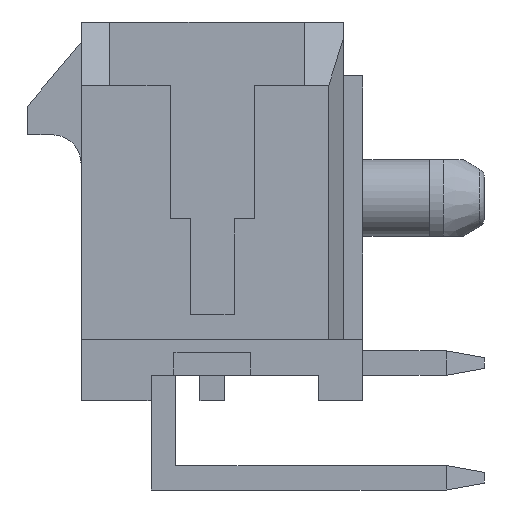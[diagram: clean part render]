
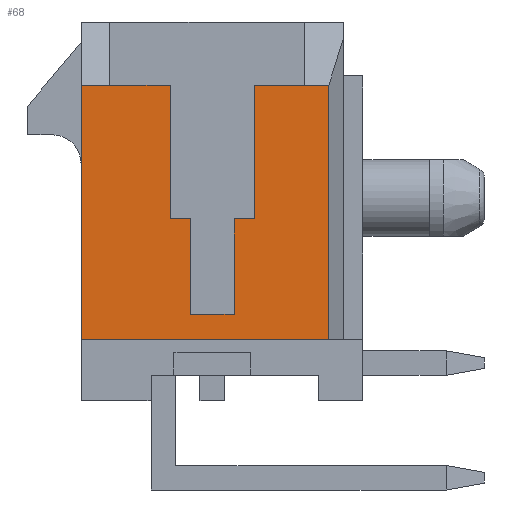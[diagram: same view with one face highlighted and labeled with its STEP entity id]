
A CAD part, left-side view. The second image highlights one B-rep face of the part: STEP entity #68.
In plain terms, the highlighted planar face has unit normal (-1, 0, 0).
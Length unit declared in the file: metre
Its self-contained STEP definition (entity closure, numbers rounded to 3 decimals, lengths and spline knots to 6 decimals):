
#68 = ADVANCED_FACE( '', ( #562 ), #563, .F. );
#562 = FACE_OUTER_BOUND( '', #1512, .T. );
#563 = PLANE( '', #1513 );
#1512 = EDGE_LOOP( '', ( #2627, #2628, #2629, #2630, #2631, #2632, #2633, #2634, #2635, #2636, #2637, #2638, #2639, #2640 ) );
#1513 = AXIS2_PLACEMENT_3D( '', #2641, #2642, #2643 );
#2627 = ORIENTED_EDGE( '', *, *, #6288, .T. );
#2628 = ORIENTED_EDGE( '', *, *, #6289, .T. );
#2629 = ORIENTED_EDGE( '', *, *, #6290, .T. );
#2630 = ORIENTED_EDGE( '', *, *, #6291, .T. );
#2631 = ORIENTED_EDGE( '', *, *, #6292, .T. );
#2632 = ORIENTED_EDGE( '', *, *, #6293, .F. );
#2633 = ORIENTED_EDGE( '', *, *, #6294, .T. );
#2634 = ORIENTED_EDGE( '', *, *, #6295, .F. );
#2635 = ORIENTED_EDGE( '', *, *, #6296, .F. );
#2636 = ORIENTED_EDGE( '', *, *, #6297, .F. );
#2637 = ORIENTED_EDGE( '', *, *, #6298, .F. );
#2638 = ORIENTED_EDGE( '', *, *, #6299, .F. );
#2639 = ORIENTED_EDGE( '', *, *, #6300, .T. );
#2640 = ORIENTED_EDGE( '', *, *, #6146, .T. );
#2641 = CARTESIAN_POINT( '', ( -0.009325, 0., 0. ) );
#2642 = DIRECTION( '', ( 1., 0., 0. ) );
#2643 = DIRECTION( '', ( 0., 1., 0. ) );
#6146 = EDGE_CURVE( '', #7316, #7320, #7322, .T. );
#6288 = EDGE_CURVE( '', #7320, #7599, #7600, .T. );
#6289 = EDGE_CURVE( '', #7599, #7601, #7602, .T. );
#6290 = EDGE_CURVE( '', #7601, #7603, #7604, .T. );
#6291 = EDGE_CURVE( '', #7603, #7605, #7606, .T. );
#6292 = EDGE_CURVE( '', #7605, #7607, #7608, .T. );
#6293 = EDGE_CURVE( '', #7609, #7607, #7610, .T. );
#6294 = EDGE_CURVE( '', #7609, #7611, #7612, .T. );
#6295 = EDGE_CURVE( '', #7613, #7611, #7614, .T. );
#6296 = EDGE_CURVE( '', #7615, #7613, #7616, .T. );
#6297 = EDGE_CURVE( '', #7617, #7615, #7618, .T. );
#6298 = EDGE_CURVE( '', #7619, #7617, #7620, .T. );
#6299 = EDGE_CURVE( '', #7621, #7619, #7622, .T. );
#6300 = EDGE_CURVE( '', #7621, #7316, #7623, .T. );
#7316 = VERTEX_POINT( '', #9223 );
#7320 = VERTEX_POINT( '', #9229 );
#7322 = LINE( '', #9232, #9233 );
#7599 = VERTEX_POINT( '', #9649 );
#7600 = LINE( '', #9650, #9651 );
#7601 = VERTEX_POINT( '', #9652 );
#7602 = LINE( '', #9653, #9654 );
#7603 = VERTEX_POINT( '', #9655 );
#7604 = LINE( '', #9656, #9657 );
#7605 = VERTEX_POINT( '', #9658 );
#7606 = LINE( '', #9659, #9660 );
#7607 = VERTEX_POINT( '', #9661 );
#7608 = LINE( '', #9662, #9663 );
#7609 = VERTEX_POINT( '', #9664 );
#7610 = LINE( '', #9665, #9666 );
#7611 = VERTEX_POINT( '', #9667 );
#7612 = LINE( '', #9668, #9669 );
#7613 = VERTEX_POINT( '', #9670 );
#7614 = LINE( '', #9671, #9672 );
#7615 = VERTEX_POINT( '', #9673 );
#7616 = LINE( '', #9674, #9675 );
#7617 = VERTEX_POINT( '', #9676 );
#7618 = LINE( '', #9677, #9678 );
#7619 = VERTEX_POINT( '', #9679 );
#7620 = LINE( '', #9680, #9681 );
#7621 = VERTEX_POINT( '', #9682 );
#7622 = LINE( '', #9683, #9684 );
#7623 = LINE( '', #9685, #9686 );
#9223 = CARTESIAN_POINT( '', ( -0.009325, -0.0011, 0.003305 ) );
#9229 = CARTESIAN_POINT( '', ( -0.009325, -0.0011, -0.000195 ) );
#9232 = CARTESIAN_POINT( '', ( -0.009325, -0.0011, 0.003305 ) );
#9233 = VECTOR( '', #12319, 1. );
#9649 = CARTESIAN_POINT( '', ( -0.009325, -0.000575, -0.000195 ) );
#9650 = CARTESIAN_POINT( '', ( -0.009325, -0.0011, -0.000195 ) );
#9651 = VECTOR( '', #12462, 1. );
#9652 = CARTESIAN_POINT( '', ( -0.009325, -0.000575, -0.002695 ) );
#9653 = CARTESIAN_POINT( '', ( -0.009325, -0.000575, -0.000195 ) );
#9654 = VECTOR( '', #12463, 1. );
#9655 = CARTESIAN_POINT( '', ( -0.009325, 0.000575, -0.002695 ) );
#9656 = CARTESIAN_POINT( '', ( -0.009325, -0.000575, -0.002695 ) );
#9657 = VECTOR( '', #12464, 1. );
#9658 = CARTESIAN_POINT( '', ( -0.009325, 0.000575, -0.000195 ) );
#9659 = CARTESIAN_POINT( '', ( -0.009325, 0.000575, -0.002695 ) );
#9660 = VECTOR( '', #12465, 1. );
#9661 = CARTESIAN_POINT( '', ( -0.009325, 0.0011, -0.000195 ) );
#9662 = CARTESIAN_POINT( '', ( -0.009325, 0.000575, -0.000195 ) );
#9663 = VECTOR( '', #12466, 1. );
#9664 = CARTESIAN_POINT( '', ( -0.009325, 0.0011, 0.003305 ) );
#9665 = CARTESIAN_POINT( '', ( -0.009325, 0.0011, 0.003305 ) );
#9666 = VECTOR( '', #12467, 1. );
#9667 = CARTESIAN_POINT( '', ( -0.009325, 0.00268, 0.003305 ) );
#9668 = CARTESIAN_POINT( '', ( -0.009325, 0.0011, 0.003305 ) );
#9669 = VECTOR( '', #12468, 1. );
#9670 = CARTESIAN_POINT( '', ( -0.009325, 0.00343, 0.003305 ) );
#9671 = CARTESIAN_POINT( '', ( -0.009325, 0.00343, 0.003305 ) );
#9672 = VECTOR( '', #12469, 1. );
#9673 = CARTESIAN_POINT( '', ( -0.009325, 0.00343, -0.003355 ) );
#9674 = CARTESIAN_POINT( '', ( -0.009325, 0.00343, -0.003355 ) );
#9675 = VECTOR( '', #12470, 1. );
#9676 = CARTESIAN_POINT( '', ( -0.009325, -0.00305, -0.003355 ) );
#9677 = CARTESIAN_POINT( '', ( -0.009325, -0.00305, -0.003355 ) );
#9678 = VECTOR( '', #12471, 1. );
#9679 = CARTESIAN_POINT( '', ( -0.009325, -0.00305, 0.003305 ) );
#9680 = CARTESIAN_POINT( '', ( -0.009325, -0.00305, 0.003305 ) );
#9681 = VECTOR( '', #12472, 1. );
#9682 = CARTESIAN_POINT( '', ( -0.009325, -0.00241, 0.003305 ) );
#9683 = CARTESIAN_POINT( '', ( -0.009325, -0.00241, 0.003305 ) );
#9684 = VECTOR( '', #12473, 1. );
#9685 = CARTESIAN_POINT( '', ( -0.009325, -0.00241, 0.003305 ) );
#9686 = VECTOR( '', #12474, 1. );
#12319 = DIRECTION( '', ( 0., 0., -1. ) );
#12462 = DIRECTION( '', ( 0., 1., 0. ) );
#12463 = DIRECTION( '', ( 0., 0., -1. ) );
#12464 = DIRECTION( '', ( 0., 1., 0. ) );
#12465 = DIRECTION( '', ( 0., 0., 1. ) );
#12466 = DIRECTION( '', ( 0., 1., 0. ) );
#12467 = DIRECTION( '', ( 0., 0., -1. ) );
#12468 = DIRECTION( '', ( 0., 1., 0. ) );
#12469 = DIRECTION( '', ( 0., -1., 0. ) );
#12470 = DIRECTION( '', ( 0., 0., 1. ) );
#12471 = DIRECTION( '', ( 0., 1., 0. ) );
#12472 = DIRECTION( '', ( 0., 0., -1. ) );
#12473 = DIRECTION( '', ( 0., -1., 0. ) );
#12474 = DIRECTION( '', ( 0., 1., 0. ) );
